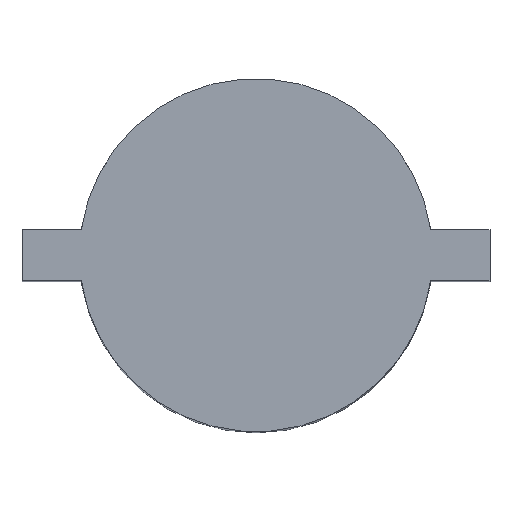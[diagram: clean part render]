
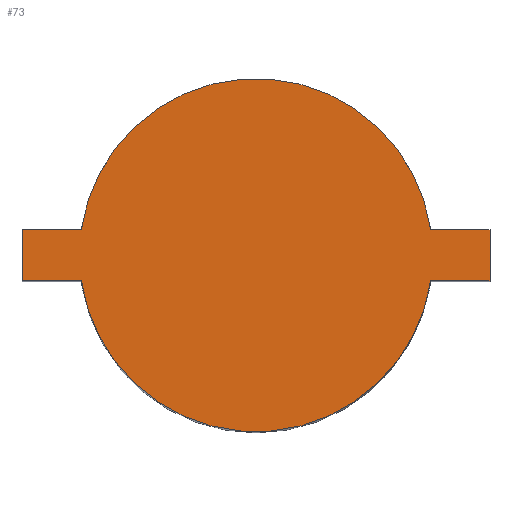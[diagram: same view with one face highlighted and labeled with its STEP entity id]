
A CAD part, top view. The second image highlights one B-rep face of the part: STEP entity #73.
In plain terms, the highlighted planar face has unit normal (0, 0, 1).
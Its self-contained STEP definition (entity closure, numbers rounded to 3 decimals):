
#4 = DIRECTION ( 'NONE',  ( 0., 1., 0. ) ) ;
#20 = CARTESIAN_POINT ( 'NONE',  ( 0., 0., 17.2 ) ) ;
#31 = CARTESIAN_POINT ( 'NONE',  ( 4.106, 0.6, 17.2 ) ) ;
#49 = LINE ( 'NONE', #433, #150 ) ;
#56 = DIRECTION ( 'NONE',  ( 0., 0., 1. ) ) ;
#65 = CARTESIAN_POINT ( 'NONE',  ( 5.5, -0.6, 17.2 ) ) ;
#73 = ADVANCED_FACE ( 'NONE', ( #448 ), #101, .T. ) ;
#74 = VERTEX_POINT ( 'NONE', #105 ) ;
#77 = ORIENTED_EDGE ( 'NONE', *, *, #190, .T. ) ;
#83 = VECTOR ( 'NONE', #4, 1000. ) ;
#84 = DIRECTION ( 'NONE',  ( 0., -1., 0. ) ) ;
#90 = CARTESIAN_POINT ( 'NONE',  ( 5.5, -0.6, 17.2 ) ) ;
#97 = CARTESIAN_POINT ( 'NONE',  ( 5.5, 0.6, 17.2 ) ) ;
#99 = CIRCLE ( 'NONE', #384, 4.15 ) ;
#101 = PLANE ( 'NONE',  #371 ) ;
#104 = LINE ( 'NONE', #65, #419 ) ;
#105 = CARTESIAN_POINT ( 'NONE',  ( -5.5, 0.6, 17.2 ) ) ;
#119 = DIRECTION ( 'NONE',  ( 0., 0., 1. ) ) ;
#121 = DIRECTION ( 'NONE',  ( 1., 0., 0. ) ) ;
#125 = CARTESIAN_POINT ( 'NONE',  ( 5.5, -0.6, 17.2 ) ) ;
#141 = CIRCLE ( 'NONE', #379, 4.15 ) ;
#143 = EDGE_CURVE ( 'NONE', #166, #463, #283, .T. ) ;
#150 = VECTOR ( 'NONE', #84, 1000. ) ;
#159 = EDGE_CURVE ( 'NONE', #376, #213, #196, .T. ) ;
#166 = VERTEX_POINT ( 'NONE', #390 ) ;
#176 = VERTEX_POINT ( 'NONE', #467 ) ;
#177 = EDGE_CURVE ( 'NONE', #389, #376, #141, .T. ) ;
#180 = DIRECTION ( 'NONE',  ( 0., 0., 1. ) ) ;
#183 = LINE ( 'NONE', #97, #206 ) ;
#190 = EDGE_CURVE ( 'NONE', #74, #176, #49, .T. ) ;
#193 = EDGE_LOOP ( 'NONE', ( #476, #406, #471, #461, #234, #286, #77, #493 ) ) ;
#196 = LINE ( 'NONE', #388, #272 ) ;
#206 = VECTOR ( 'NONE', #265, 1000. ) ;
#213 = VERTEX_POINT ( 'NONE', #90 ) ;
#229 = EDGE_CURVE ( 'NONE', #463, #393, #99, .T. ) ;
#230 = DIRECTION ( 'NONE',  ( 1., 0., 0. ) ) ;
#234 = ORIENTED_EDGE ( 'NONE', *, *, #229, .T. ) ;
#240 = LINE ( 'NONE', #125, #83 ) ;
#264 = VECTOR ( 'NONE', #465, 1000. ) ;
#265 = DIRECTION ( 'NONE',  ( -1., 0., 0. ) ) ;
#266 = DIRECTION ( 'NONE',  ( 1., 0., 0. ) ) ;
#272 = VECTOR ( 'NONE', #290, 1000. ) ;
#274 = EDGE_CURVE ( 'NONE', #393, #74, #183, .T. ) ;
#276 = CARTESIAN_POINT ( 'NONE',  ( -4.106, 0.6, 17.2 ) ) ;
#283 = LINE ( 'NONE', #435, #264 ) ;
#286 = ORIENTED_EDGE ( 'NONE', *, *, #274, .T. ) ;
#290 = DIRECTION ( 'NONE',  ( 1., 0., 0. ) ) ;
#344 = CARTESIAN_POINT ( 'NONE',  ( 4.106, -0.6, 17.2 ) ) ;
#347 = EDGE_CURVE ( 'NONE', #176, #389, #104, .T. ) ;
#371 = AXIS2_PLACEMENT_3D ( 'NONE', #20, #180, #266 ) ;
#375 = DIRECTION ( 'NONE',  ( 1., 0., 0. ) ) ;
#376 = VERTEX_POINT ( 'NONE', #344 ) ;
#379 = AXIS2_PLACEMENT_3D ( 'NONE', #470, #119, #121 ) ;
#383 = CARTESIAN_POINT ( 'NONE',  ( -4.106, -0.6, 17.2 ) ) ;
#384 = AXIS2_PLACEMENT_3D ( 'NONE', #442, #56, #375 ) ;
#388 = CARTESIAN_POINT ( 'NONE',  ( 5.5, -0.6, 17.2 ) ) ;
#389 = VERTEX_POINT ( 'NONE', #383 ) ;
#390 = CARTESIAN_POINT ( 'NONE',  ( 5.5, 0.6, 17.2 ) ) ;
#393 = VERTEX_POINT ( 'NONE', #276 ) ;
#406 = ORIENTED_EDGE ( 'NONE', *, *, #159, .T. ) ;
#419 = VECTOR ( 'NONE', #230, 1000. ) ;
#433 = CARTESIAN_POINT ( 'NONE',  ( -5.5, -0.6, 17.2 ) ) ;
#435 = CARTESIAN_POINT ( 'NONE',  ( 5.5, 0.6, 17.2 ) ) ;
#442 = CARTESIAN_POINT ( 'NONE',  ( 0., 0., 17.2 ) ) ;
#448 = FACE_OUTER_BOUND ( 'NONE', #193, .T. ) ;
#461 = ORIENTED_EDGE ( 'NONE', *, *, #143, .T. ) ;
#463 = VERTEX_POINT ( 'NONE', #31 ) ;
#465 = DIRECTION ( 'NONE',  ( -1., 0., 0. ) ) ;
#467 = CARTESIAN_POINT ( 'NONE',  ( -5.5, -0.6, 17.2 ) ) ;
#470 = CARTESIAN_POINT ( 'NONE',  ( 0., 0., 17.2 ) ) ;
#471 = ORIENTED_EDGE ( 'NONE', *, *, #504, .T. ) ;
#476 = ORIENTED_EDGE ( 'NONE', *, *, #177, .T. ) ;
#493 = ORIENTED_EDGE ( 'NONE', *, *, #347, .T. ) ;
#504 = EDGE_CURVE ( 'NONE', #213, #166, #240, .T. ) ;
